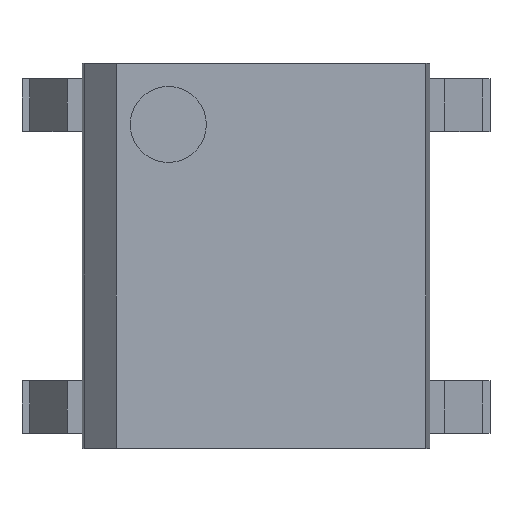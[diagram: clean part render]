
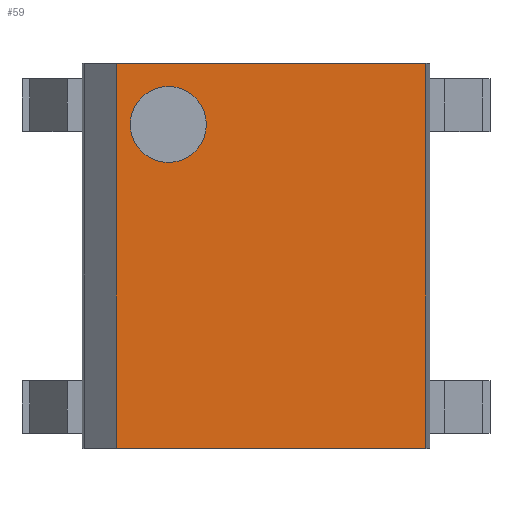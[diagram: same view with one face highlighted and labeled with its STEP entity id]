
A CAD part, top view. The second image highlights one B-rep face of the part: STEP entity #59.
In plain terms, the highlighted planar face has unit normal (0, 0, 1).
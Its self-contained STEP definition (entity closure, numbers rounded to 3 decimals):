
#38 = EDGE_CURVE('',#39,#39,#41,.T.);
#39 = VERTEX_POINT('',#40);
#40 = CARTESIAN_POINT('',(-0.658,1.741,1.6));
#41 = CIRCLE('',#42,0.504);
#42 = AXIS2_PLACEMENT_3D('',#43,#44,#45);
#43 = CARTESIAN_POINT('',(-1.162,1.741,1.6));
#44 = DIRECTION('',(0.,0.,-1.));
#45 = DIRECTION('',(1.,0.,0.));
#59 = ADVANCED_FACE('',(#60,#94),#97,.F.);
#60 = FACE_BOUND('',#61,.F.);
#61 = EDGE_LOOP('',(#62,#72,#80,#88));
#62 = ORIENTED_EDGE('',*,*,#63,.F.);
#63 = EDGE_CURVE('',#64,#66,#68,.T.);
#64 = VERTEX_POINT('',#65);
#65 = CARTESIAN_POINT('',(2.25,2.55,1.6));
#66 = VERTEX_POINT('',#67);
#67 = CARTESIAN_POINT('',(-1.85,2.55,1.6));
#68 = LINE('',#69,#70);
#69 = CARTESIAN_POINT('',(2.25,2.55,1.6));
#70 = VECTOR('',#71,1.);
#71 = DIRECTION('',(-1.,0.,0.));
#72 = ORIENTED_EDGE('',*,*,#73,.T.);
#73 = EDGE_CURVE('',#64,#74,#76,.T.);
#74 = VERTEX_POINT('',#75);
#75 = CARTESIAN_POINT('',(2.25,-2.55,1.6));
#76 = LINE('',#77,#78);
#77 = CARTESIAN_POINT('',(2.25,2.55,1.6));
#78 = VECTOR('',#79,1.);
#79 = DIRECTION('',(0.,-1.,0.));
#80 = ORIENTED_EDGE('',*,*,#81,.T.);
#81 = EDGE_CURVE('',#74,#82,#84,.T.);
#82 = VERTEX_POINT('',#83);
#83 = CARTESIAN_POINT('',(-1.85,-2.55,1.6));
#84 = LINE('',#85,#86);
#85 = CARTESIAN_POINT('',(2.25,-2.55,1.6));
#86 = VECTOR('',#87,1.);
#87 = DIRECTION('',(-1.,0.,0.));
#88 = ORIENTED_EDGE('',*,*,#89,.F.);
#89 = EDGE_CURVE('',#66,#82,#90,.T.);
#90 = LINE('',#91,#92);
#91 = CARTESIAN_POINT('',(-1.85,2.55,1.6));
#92 = VECTOR('',#93,1.);
#93 = DIRECTION('',(0.,-1.,0.));
#94 = FACE_BOUND('',#95,.F.);
#95 = EDGE_LOOP('',(#96));
#96 = ORIENTED_EDGE('',*,*,#38,.F.);
#97 = PLANE('',#98);
#98 = AXIS2_PLACEMENT_3D('',#99,#100,#101);
#99 = CARTESIAN_POINT('',(2.25,2.55,1.6));
#100 = DIRECTION('',(0.,0.,-1.));
#101 = DIRECTION('',(-1.,0.,0.));
